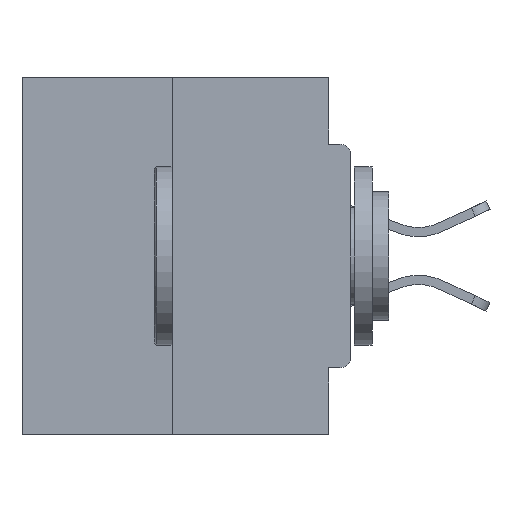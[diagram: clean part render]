
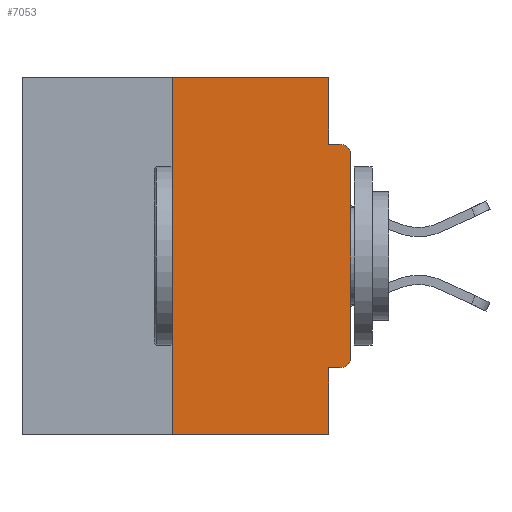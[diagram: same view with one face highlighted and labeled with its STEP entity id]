
A CAD part, left-side view. The second image highlights one B-rep face of the part: STEP entity #7053.
In plain terms, the highlighted planar face has unit normal (-1, 0, 0).
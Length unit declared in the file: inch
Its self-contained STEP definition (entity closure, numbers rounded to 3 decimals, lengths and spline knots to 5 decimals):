
#1208 = CARTESIAN_POINT ( 'NONE',  ( 0., 0.25, -0.5 ) ) ;
#2019 = CARTESIAN_POINT ( 'NONE',  ( 0., 0.031, -0.4065 ) ) ;
#2889 = DIRECTION ( 'NONE',  ( 0., -1., 0. ) ) ;
#3202 = DIRECTION ( 'NONE',  ( 0., 0., -1. ) ) ;
#3265 = LINE ( 'NONE', #10977, #25478 ) ;
#3707 = EDGE_CURVE ( 'NONE', #34113, #23196, #40910, .T. ) ;
#4215 = LINE ( 'NONE', #34472, #11982 ) ;
#4351 = VERTEX_POINT ( 'NONE', #17057 ) ;
#4810 = FACE_OUTER_BOUND ( 'NONE', #18548, .T. ) ;
#4864 = ORIENTED_EDGE ( 'NONE', *, *, #23113, .F. ) ;
#5221 = CARTESIAN_POINT ( 'NONE',  ( 0., 0.031, -0.5 ) ) ;
#5982 = LINE ( 'NONE', #5221, #19723 ) ;
#6256 = VECTOR ( 'NONE', #27220, 39.37008 ) ;
#7053 = ADVANCED_FACE ( 'NONE', ( #4810 ), #26556, .F. ) ;
#8906 = DIRECTION ( 'NONE',  ( 0., 0., 1. ) ) ;
#8941 = VERTEX_POINT ( 'NONE', #2019 ) ;
#9081 = CARTESIAN_POINT ( 'NONE',  ( 0., 0.46, -0.5 ) ) ;
#10385 = VECTOR ( 'NONE', #8906, 39.37008 ) ;
#10570 = VECTOR ( 'NONE', #16241, 39.37008 ) ;
#10977 = CARTESIAN_POINT ( 'NONE',  ( 0., 0., -0.4065 ) ) ;
#11853 = ORIENTED_EDGE ( 'NONE', *, *, #38862, .T. ) ;
#11982 = VECTOR ( 'NONE', #2889, 39.37008 ) ;
#11988 = EDGE_CURVE ( 'NONE', #40280, #15457, #31649, .T. ) ;
#12344 = CARTESIAN_POINT ( 'NONE',  ( 0., 0.25, 0. ) ) ;
#12585 = ORIENTED_EDGE ( 'NONE', *, *, #31593, .F. ) ;
#12722 = VERTEX_POINT ( 'NONE', #38239 ) ;
#13156 = EDGE_CURVE ( 'NONE', #8941, #15457, #5982, .T. ) ;
#15457 = VERTEX_POINT ( 'NONE', #29047 ) ;
#15482 = ORIENTED_EDGE ( 'NONE', *, *, #3707, .T. ) ;
#16241 = DIRECTION ( 'NONE',  ( 0., -1., 0. ) ) ;
#16720 = VECTOR ( 'NONE', #18594, 39.37008 ) ;
#17057 = CARTESIAN_POINT ( 'NONE',  ( 0., 0.015, -0.4065 ) ) ;
#17378 = DIRECTION ( 'NONE',  ( 0., 0., -1. ) ) ;
#18504 = CARTESIAN_POINT ( 'NONE',  ( 0., 0.015, -0.3915 ) ) ;
#18548 = EDGE_LOOP ( 'NONE', ( #4864, #27393, #33775, #30274, #12585, #11853, #15482, #32488, #18756, #34758 ) ) ;
#18594 = DIRECTION ( 'NONE',  ( 0., -1., 0. ) ) ;
#18756 = ORIENTED_EDGE ( 'NONE', *, *, #38265, .F. ) ;
#19041 = CIRCLE ( 'NONE', #35096, 0.015 ) ;
#19302 = CARTESIAN_POINT ( 'NONE',  ( 0., 0.031, 0. ) ) ;
#19723 = VECTOR ( 'NONE', #40099, 39.37008 ) ;
#20111 = VERTEX_POINT ( 'NONE', #37181 ) ;
#20221 = CARTESIAN_POINT ( 'NONE',  ( 0., 0., -0.3915 ) ) ;
#21716 = DIRECTION ( 'NONE',  ( 0., 0., -1. ) ) ;
#22166 = VERTEX_POINT ( 'NONE', #36063 ) ;
#22723 = CIRCLE ( 'NONE', #32387, 0.015 ) ;
#22762 = EDGE_CURVE ( 'NONE', #23196, #22166, #19041, .T. ) ;
#23113 = EDGE_CURVE ( 'NONE', #20111, #12722, #33874, .T. ) ;
#23196 = VERTEX_POINT ( 'NONE', #40075 ) ;
#24760 = LINE ( 'NONE', #12344, #10385 ) ;
#25478 = VECTOR ( 'NONE', #29791, 39.37008 ) ;
#25638 = VECTOR ( 'NONE', #3202, 39.37008 ) ;
#26556 = PLANE ( 'NONE',  #36320 ) ;
#27220 = DIRECTION ( 'NONE',  ( 0., 0., 1. ) ) ;
#27393 = ORIENTED_EDGE ( 'NONE', *, *, #33593, .F. ) ;
#27786 = CARTESIAN_POINT ( 'NONE',  ( 0., 0.031, -0.0935 ) ) ;
#28540 = DIRECTION ( 'NONE',  ( -1., 0., 0. ) ) ;
#29047 = CARTESIAN_POINT ( 'NONE',  ( 0., 0.031, -0.5 ) ) ;
#29075 = DIRECTION ( 'NONE',  ( 0., 0., -1. ) ) ;
#29247 = CARTESIAN_POINT ( 'NONE',  ( 0., 0.46, 0. ) ) ;
#29791 = DIRECTION ( 'NONE',  ( 0., 1., 0. ) ) ;
#30274 = ORIENTED_EDGE ( 'NONE', *, *, #13156, .F. ) ;
#30876 = DIRECTION ( 'NONE',  ( -1., 0., 0. ) ) ;
#31593 = EDGE_CURVE ( 'NONE', #4351, #8941, #3265, .T. ) ;
#31649 = LINE ( 'NONE', #9081, #16720 ) ;
#32387 = AXIS2_PLACEMENT_3D ( 'NONE', #18504, #30876, #21716 ) ;
#32488 = ORIENTED_EDGE ( 'NONE', *, *, #22762, .T. ) ;
#33164 = VERTEX_POINT ( 'NONE', #27786 ) ;
#33519 = CARTESIAN_POINT ( 'NONE',  ( 0., 0.46, 0. ) ) ;
#33593 = EDGE_CURVE ( 'NONE', #40280, #20111, #24760, .T. ) ;
#33775 = ORIENTED_EDGE ( 'NONE', *, *, #11988, .T. ) ;
#33874 = LINE ( 'NONE', #29247, #10570 ) ;
#34113 = VERTEX_POINT ( 'NONE', #20221 ) ;
#34472 = CARTESIAN_POINT ( 'NONE',  ( 0., 0., -0.0935 ) ) ;
#34758 = ORIENTED_EDGE ( 'NONE', *, *, #40049, .F. ) ;
#35096 = AXIS2_PLACEMENT_3D ( 'NONE', #38552, #28540, #29075 ) ;
#36063 = CARTESIAN_POINT ( 'NONE',  ( 0., 0.015, -0.0935 ) ) ;
#36118 = LINE ( 'NONE', #19302, #25638 ) ;
#36320 = AXIS2_PLACEMENT_3D ( 'NONE', #33519, #39473, #17378 ) ;
#37181 = CARTESIAN_POINT ( 'NONE',  ( 0., 0.25, 0. ) ) ;
#38239 = CARTESIAN_POINT ( 'NONE',  ( 0., 0.031, 0. ) ) ;
#38265 = EDGE_CURVE ( 'NONE', #33164, #22166, #4215, .T. ) ;
#38552 = CARTESIAN_POINT ( 'NONE',  ( 0., 0.015, -0.1085 ) ) ;
#38862 = EDGE_CURVE ( 'NONE', #4351, #34113, #22723, .T. ) ;
#39473 = DIRECTION ( 'NONE',  ( 1., 0., 0. ) ) ;
#39858 = CARTESIAN_POINT ( 'NONE',  ( 0., 0., 0. ) ) ;
#40049 = EDGE_CURVE ( 'NONE', #12722, #33164, #36118, .T. ) ;
#40075 = CARTESIAN_POINT ( 'NONE',  ( 0., 0., -0.1085 ) ) ;
#40099 = DIRECTION ( 'NONE',  ( 0., 0., -1. ) ) ;
#40280 = VERTEX_POINT ( 'NONE', #1208 ) ;
#40910 = LINE ( 'NONE', #39858, #6256 ) ;
